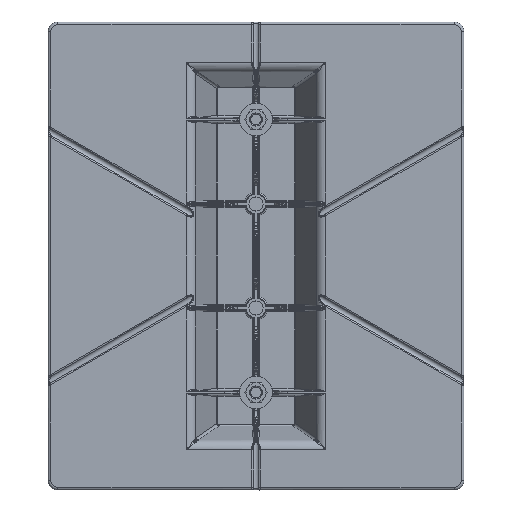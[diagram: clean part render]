
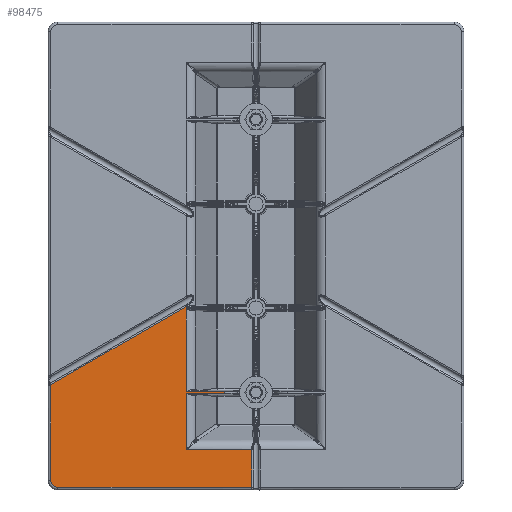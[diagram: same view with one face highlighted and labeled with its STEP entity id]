
A CAD part, front view. The second image highlights one B-rep face of the part: STEP entity #98475.
In plain terms, the highlighted face is planar.
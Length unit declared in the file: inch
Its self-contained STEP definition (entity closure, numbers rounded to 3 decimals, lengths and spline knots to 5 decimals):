
#36144=CARTESIAN_POINT('',(4.95525,7.9,0.));
#36145=VERTEX_POINT('',#36144);
#36836=CARTESIAN_POINT('',(7.44464,0.16733,0.));
#36837=VERTEX_POINT('',#36836);
#40572=CARTESIAN_POINT('',(1.93815,2.67424,0.));
#40573=VERTEX_POINT('',#40572);
#41220=CARTESIAN_POINT('',(2.03534,1.23084,0.));
#41221=VERTEX_POINT('',#41220);
#41413=CARTESIAN_POINT('',(1.96466,1.23084,0.));
#41414=VERTEX_POINT('',#41413);
#42140=CARTESIAN_POINT('',(5.21466,1.22893,0.));
#42141=VERTEX_POINT('',#42140);
#42563=CARTESIAN_POINT('',(5.28534,1.22893,0.));
#42564=VERTEX_POINT('',#42563);
#42926=CARTESIAN_POINT('',(7.44481,2.67424,0.));
#42927=VERTEX_POINT('',#42926);
#90537=CARTESIAN_POINT('',(8.9,7.625,0.));
#90538=VERTEX_POINT('',#90537);
#90546=CARTESIAN_POINT('',(8.625,7.9,0.));
#90547=VERTEX_POINT('',#90546);
#90548=CARTESIAN_POINT('',(8.625,7.625,0.));
#90549=DIRECTION('',(0.,0.,1.0));
#90550=DIRECTION('',(0.,1.0,0.));
#90551=AXIS2_PLACEMENT_3D('',#90548,#90549,#90550);
#90552=CIRCLE('',#90551,0.275);
#90553=EDGE_CURVE('',#90538,#90547,#90552,.T.);
#90627=CARTESIAN_POINT('',(8.9,0.16733,0.));
#90628=VERTEX_POINT('',#90627);
#90657=CARTESIAN_POINT('',(8.9,0.16733,0.));
#90658=DIRECTION('',(0.0,1.0,0.0));
#90659=VECTOR('',#90658,7.45767);
#90660=LINE('',#90657,#90659);
#90661=EDGE_CURVE('',#90628,#90538,#90660,.T.);
#91157=CARTESIAN_POINT('',(8.625,7.9,0.));
#91158=DIRECTION('',(-1.0,0.0,0.0));
#91159=VECTOR('',#91158,3.66975);
#91160=LINE('',#91157,#91159);
#91161=EDGE_CURVE('',#90547,#36145,#91160,.T.);
#98383=CARTESIAN_POINT('',(5.41908,4.03367,0.));
#98384=DIRECTION('',(0.0,0.0,-1.0));
#98385=DIRECTION('',(-1.0,0.0,0.0));
#98386=AXIS2_PLACEMENT_3D('',#98383,#98384,#98385);
#98387=PLANE('',#98386);
#98388=ORIENTED_EDGE('',*,*,#90553,.F.);
#98389=ORIENTED_EDGE('',*,*,#90661,.F.);
#98390=CARTESIAN_POINT('',(8.9,0.16733,0.));
#98391=DIRECTION('',(-1.0,0.0,0.0));
#98392=VECTOR('',#98391,1.45536);
#98393=LINE('',#98390,#98392);
#98394=EDGE_CURVE('',#90628,#36837,#98393,.T.);
#98395=ORIENTED_EDGE('',*,*,#98394,.T.);
#98396=CARTESIAN_POINT('',(7.44464,0.16733,0.));
#98397=DIRECTION('',(0.,1.,0.));
#98398=VECTOR('',#98397,2.50691);
#98399=LINE('',#98396,#98398);
#98400=EDGE_CURVE('',#36837,#42927,#98399,.T.);
#98401=ORIENTED_EDGE('',*,*,#98400,.T.);
#98402=CARTESIAN_POINT('',(5.28533,2.67424,0.));
#98403=VERTEX_POINT('',#98402);
#98404=CARTESIAN_POINT('',(7.44481,2.67424,0.));
#98405=DIRECTION('',(-1.0,0.0,0.0));
#98406=VECTOR('',#98405,2.15947);
#98407=LINE('',#98404,#98406);
#98408=EDGE_CURVE('',#42927,#98403,#98407,.T.);
#98409=ORIENTED_EDGE('',*,*,#98408,.T.);
#98410=CARTESIAN_POINT('',(5.28533,2.67424,0.));
#98411=DIRECTION('',(0.,-1.,0.));
#98412=VECTOR('',#98411,1.44531);
#98413=LINE('',#98410,#98412);
#98414=EDGE_CURVE('',#98403,#42564,#98413,.T.);
#98415=ORIENTED_EDGE('',*,*,#98414,.T.);
#98416=CARTESIAN_POINT('',(5.25,-0.00125,0.));
#98417=DIRECTION('',(0.,0.,1.0));
#98418=DIRECTION('',(-0.029,1.,0.));
#98419=AXIS2_PLACEMENT_3D('',#98416,#98417,#98418);
#98420=CIRCLE('',#98419,1.23069);
#98421=EDGE_CURVE('',#42564,#42141,#98420,.T.);
#98422=ORIENTED_EDGE('',*,*,#98421,.T.);
#98423=CARTESIAN_POINT('',(5.21467,2.67424,0.));
#98424=VERTEX_POINT('',#98423);
#98425=CARTESIAN_POINT('',(5.21466,1.22893,0.));
#98426=DIRECTION('',(0.,1.,0.));
#98427=VECTOR('',#98426,1.44531);
#98428=LINE('',#98425,#98427);
#98429=EDGE_CURVE('',#42141,#98424,#98428,.T.);
#98430=ORIENTED_EDGE('',*,*,#98429,.T.);
#98431=CARTESIAN_POINT('',(2.03533,2.67424,0.));
#98432=VERTEX_POINT('',#98431);
#98433=CARTESIAN_POINT('',(5.21467,2.67424,0.));
#98434=DIRECTION('',(-1.0,0.0,0.0));
#98435=VECTOR('',#98434,3.17933);
#98436=LINE('',#98433,#98435);
#98437=EDGE_CURVE('',#98424,#98432,#98436,.T.);
#98438=ORIENTED_EDGE('',*,*,#98437,.T.);
#98439=CARTESIAN_POINT('',(2.03533,2.67424,0.));
#98440=DIRECTION('',(0.,-1.,0.));
#98441=VECTOR('',#98440,1.4434);
#98442=LINE('',#98439,#98441);
#98443=EDGE_CURVE('',#98432,#41221,#98442,.T.);
#98444=ORIENTED_EDGE('',*,*,#98443,.T.);
#98445=CARTESIAN_POINT('',(2.,-0.00126,0.));
#98446=DIRECTION('',(0.,0.,1.0));
#98447=DIRECTION('',(-0.029,1.,0.));
#98448=AXIS2_PLACEMENT_3D('',#98445,#98446,#98447);
#98449=CIRCLE('',#98448,1.2326);
#98450=EDGE_CURVE('',#41221,#41414,#98449,.T.);
#98451=ORIENTED_EDGE('',*,*,#98450,.T.);
#98452=CARTESIAN_POINT('',(1.96467,2.67424,0.));
#98453=VERTEX_POINT('',#98452);
#98454=CARTESIAN_POINT('',(1.96466,1.23084,0.));
#98455=DIRECTION('',(0.,1.,0.));
#98456=VECTOR('',#98455,1.4434);
#98457=LINE('',#98454,#98456);
#98458=EDGE_CURVE('',#41414,#98453,#98457,.T.);
#98459=ORIENTED_EDGE('',*,*,#98458,.T.);
#98460=CARTESIAN_POINT('',(1.93815,2.67424,0.));
#98461=DIRECTION('',(1.0,0.0,0.0));
#98462=VECTOR('',#98461,0.02651);
#98463=LINE('',#98460,#98462);
#98464=EDGE_CURVE('',#40573,#98453,#98463,.T.);
#98465=ORIENTED_EDGE('',*,*,#98464,.F.);
#98466=CARTESIAN_POINT('',(1.93815,2.67424,0.));
#98467=DIRECTION('',(0.5,0.866,0.));
#98468=VECTOR('',#98467,6.03419);
#98469=LINE('',#98466,#98468);
#98470=EDGE_CURVE('',#40573,#36145,#98469,.T.);
#98471=ORIENTED_EDGE('',*,*,#98470,.T.);
#98472=ORIENTED_EDGE('',*,*,#91161,.F.);
#98473=EDGE_LOOP('',(#98388,#98389,#98395,#98401,#98409,#98415,#98422,#98430,#98438,#98444,#98451,#98459,#98465,#98471,#98472));
#98474=FACE_OUTER_BOUND('',#98473,.T.);
#98475=ADVANCED_FACE('',(#98474),#98387,.T.);
